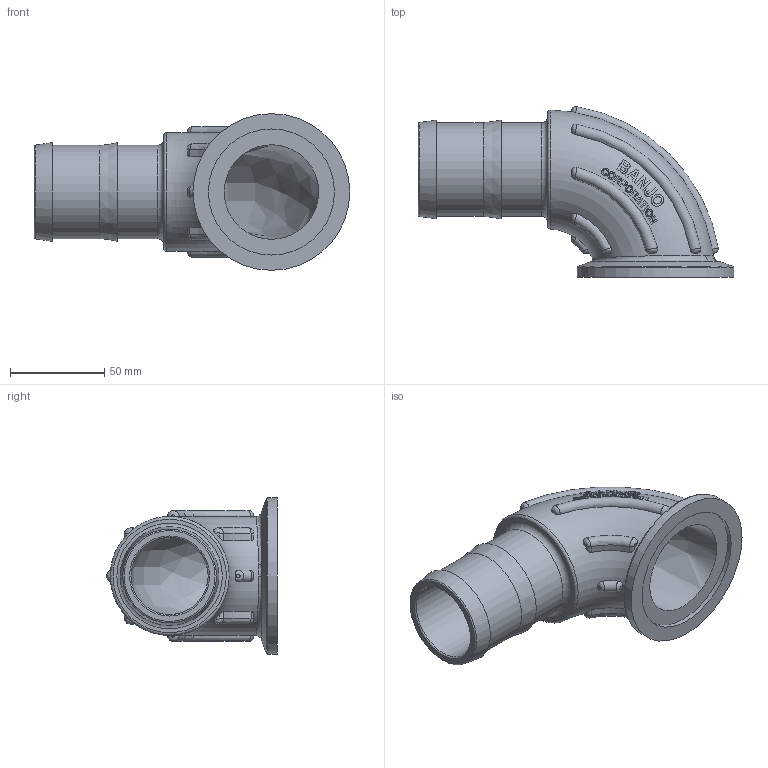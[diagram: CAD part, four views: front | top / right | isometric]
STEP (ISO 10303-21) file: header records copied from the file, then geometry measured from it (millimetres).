
FILE_DESCRIPTION(/* description */ ('Manifold Sweeping 90 Elbow'),/* implementation_level */ '2;1');
FILE_NAME(/* name */ 'M220BRBSWP90.stp',/* time_stamp */ '2020-02-25T08:07:54-05:00',/* author */ ('casbury'),/* organization */ (''),/* preprocessor_version */ 'ST-DEVELOPER v17.2',/* originating_system */ 'Autodesk Inventor 2019',/* authorisation */ '');
FILE_SCHEMA (('AUTOMOTIVE_DESIGN { 1 0 10303 214 3 1 1 }'));
Length unit declared in the file: inch
Products named in the file (1): M220BRBSWP90
Bounding box: 167.26 x 90.52 x 83.06 mm (x, y, z)
Volume: 198810.4 mm3; surface area: 60054.1 mm2
Topology: 1 solids, 1 shells, 427 faces, 1123 edges, 751 vertices
Faces by surface type: plane 214, bspline 138, torus 55, cylinder 17, cone 3
Full cylindrical faces by diameter (mm): 40.894 x1, 49.53 x2, 66.802 x1, 83.058 x1
Entity records: 19380 total; most frequent: CARTESIAN_POINT 10500, ORIENTED_EDGE 2246, EDGE_CURVE 1123, DIRECTION 1070, VERTEX_POINT 751, B_SPLINE_CURVE_WITH_KNOTS 711, EDGE_LOOP 482, FACE_OUTER_BOUND 427
